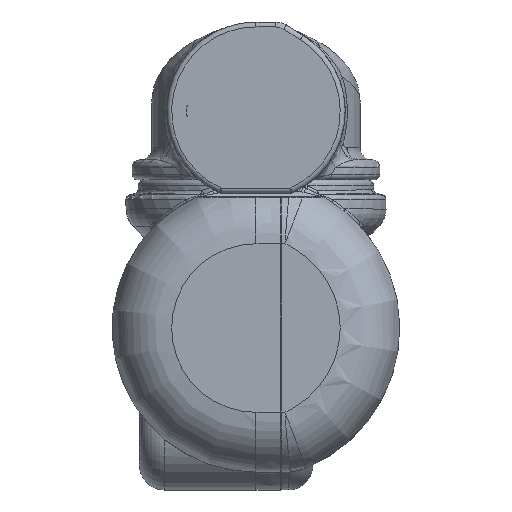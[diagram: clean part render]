
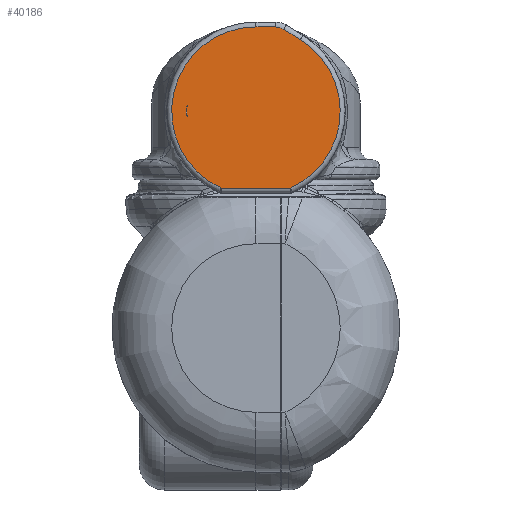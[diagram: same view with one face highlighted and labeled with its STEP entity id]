
A CAD part, top view. The second image highlights one B-rep face of the part: STEP entity #40186.
In plain terms, the highlighted planar face has unit normal (0, 0, 1).
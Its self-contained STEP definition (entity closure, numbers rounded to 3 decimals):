
#37423=CARTESIAN_POINT('Vertex',(13.964,56.5,70.)) ;
#38632=CARTESIAN_POINT('Vertex',(17.962,116.368,70.)) ;
#38635=CARTESIAN_POINT('Axis2P3D Location',(0.,87.5,70.)) ;
#38652=CARTESIAN_POINT('Axis2P3D Location',(8.,115.5,70.)) ;
#38656=CARTESIAN_POINT('Vertex',(8.,121.5,70.)) ;
#38658=CARTESIAN_POINT('Vertex',(11.17,120.594,70.)) ;
#38683=CARTESIAN_POINT('Line Origine',(18.,116.344,70.)) ;
#39459=CARTESIAN_POINT('Line Origine',(18.,56.5,70.)) ;
#39463=CARTESIAN_POINT('Vertex',(-13.964,56.5,70.)) ;
#40143=CARTESIAN_POINT('Axis2P3D Location',(0.,123.5,70.)) ;
#40148=CARTESIAN_POINT('Line Origine',(4.,121.5,70.)) ;
#40152=CARTESIAN_POINT('Vertex',(0.,121.5,70.)) ;
#40155=CARTESIAN_POINT('Axis2P3D Location',(0.,87.5,70.)) ;
#40168=CARTESIAN_POINT('Axis2P3D Location',(-19.053,87.5,70.)) ;
#40172=CARTESIAN_POINT('Vertex',(-27.77,89.739,70.)) ;
#40174=CARTESIAN_POINT('Vertex',(-27.77,85.261,70.)) ;
#40177=CARTESIAN_POINT('Axis2P3D Location',(0.,87.5,70.)) ;
#38685=VECTOR('Line Direction',#38684,1.) ;
#39461=VECTOR('Line Direction',#39460,1.) ;
#40150=VECTOR('Line Direction',#40149,1.) ;
#38636=DIRECTION('Axis2P3D Direction',(0.,0.,-1.)) ;
#38653=DIRECTION('Axis2P3D Direction',(0.,-0.,-1.)) ;
#38684=DIRECTION('Vector Direction',(0.849,-0.528,0.)) ;
#39460=DIRECTION('Vector Direction',(1.,0.,0.)) ;
#40144=DIRECTION('Axis2P3D Direction',(0.,0.,-1.)) ;
#40145=DIRECTION('Axis2P3D XDirection',(-1.,0.,0.)) ;
#40149=DIRECTION('Vector Direction',(1.,0.,0.)) ;
#40156=DIRECTION('Axis2P3D Direction',(0.,0.,-1.)) ;
#40169=DIRECTION('Axis2P3D Direction',(0.,0.,-1.)) ;
#40178=DIRECTION('Axis2P3D Direction',(0.,0.,-1.)) ;
#38637=AXIS2_PLACEMENT_3D('Circle Axis2P3D',#38635,#38636,$) ;
#38654=AXIS2_PLACEMENT_3D('Circle Axis2P3D',#38652,#38653,$) ;
#40146=AXIS2_PLACEMENT_3D('Plane Axis2P3D',#40143,#40144,#40145) ;
#40157=AXIS2_PLACEMENT_3D('Circle Axis2P3D',#40155,#40156,$) ;
#40170=AXIS2_PLACEMENT_3D('Circle Axis2P3D',#40168,#40169,$) ;
#40179=AXIS2_PLACEMENT_3D('Circle Axis2P3D',#40177,#40178,$) ;
#38686=LINE('Line',#38683,#38685) ;
#39462=LINE('Line',#39459,#39461) ;
#40151=LINE('Line',#40148,#40150) ;
#38638=CIRCLE('generated circle',#38637,34.) ;
#38655=CIRCLE('generated circle',#38654,6.) ;
#40158=CIRCLE('generated circle',#40157,34.) ;
#40171=CIRCLE('generated circle',#40170,9.) ;
#40180=CIRCLE('generated circle',#40179,27.86) ;
#40147=PLANE('',#40146) ;
#40185=FACE_BOUND('',#40182,.T.) ;
#38639=EDGE_CURVE('',#38633,#37424,#38638,.T.) ;
#38660=EDGE_CURVE('',#38657,#38659,#38655,.T.) ;
#38687=EDGE_CURVE('',#38659,#38633,#38686,.T.) ;
#39465=EDGE_CURVE('',#39464,#37424,#39462,.T.) ;
#40154=EDGE_CURVE('',#38657,#40153,#40151,.F.) ;
#40159=EDGE_CURVE('',#40153,#39464,#40158,.F.) ;
#40176=EDGE_CURVE('',#40173,#40175,#40171,.F.) ;
#40181=EDGE_CURVE('',#40173,#40175,#40180,.F.) ;
#40161=ORIENTED_EDGE('',*,*,#40154,.T.) ;
#40162=ORIENTED_EDGE('',*,*,#40159,.T.) ;
#40163=ORIENTED_EDGE('',*,*,#39465,.T.) ;
#40164=ORIENTED_EDGE('',*,*,#38639,.F.) ;
#40165=ORIENTED_EDGE('',*,*,#38687,.F.) ;
#40166=ORIENTED_EDGE('',*,*,#38660,.F.) ;
#40183=ORIENTED_EDGE('',*,*,#40176,.F.) ;
#40184=ORIENTED_EDGE('',*,*,#40181,.T.) ;
#40160=EDGE_LOOP('',(#40161,#40162,#40163,#40164,#40165,#40166)) ;
#40182=EDGE_LOOP('',(#40183,#40184)) ;
#37424=VERTEX_POINT('',#37423) ;
#38633=VERTEX_POINT('',#38632) ;
#38657=VERTEX_POINT('',#38656) ;
#38659=VERTEX_POINT('',#38658) ;
#39464=VERTEX_POINT('',#39463) ;
#40153=VERTEX_POINT('',#40152) ;
#40173=VERTEX_POINT('',#40172) ;
#40175=VERTEX_POINT('',#40174) ;
#40186=ADVANCED_FACE('PartBody',(#40167,#40185),#40147,.F.) ;
#40167=FACE_OUTER_BOUND('',#40160,.T.) ;
